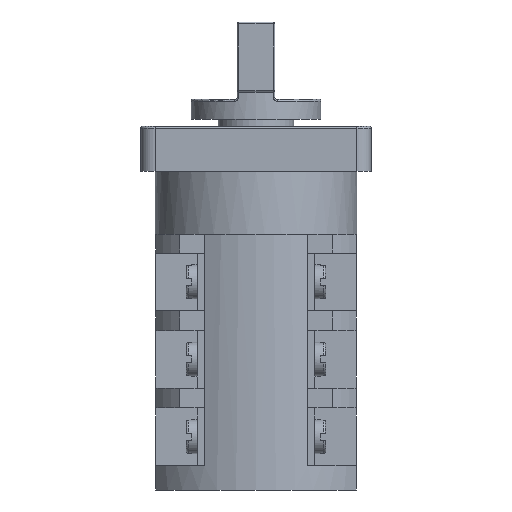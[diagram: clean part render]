
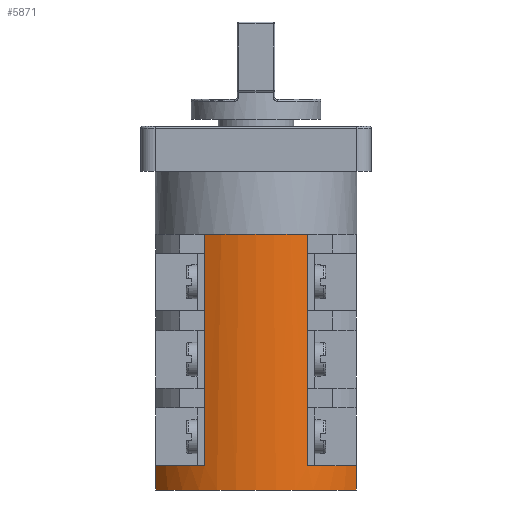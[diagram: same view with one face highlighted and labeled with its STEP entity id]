
A CAD part, front view. The second image highlights one B-rep face of the part: STEP entity #5871.
In plain terms, the highlighted cylindrical face has radius 33 mm (diameter 66 mm), a partial arc.
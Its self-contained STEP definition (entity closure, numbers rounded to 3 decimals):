
#488 = VERTEX_POINT ( 'NONE', #13423 ) ;
#843 = LINE ( 'NONE', #14368, #19245 ) ;
#1290 = CIRCLE ( 'NONE', #12905, 33. ) ;
#1638 = DIRECTION ( 'NONE',  ( 0., 0., -1. ) ) ;
#1797 = EDGE_CURVE ( 'NONE', #4055, #15003, #1909, .T. ) ;
#1885 = CARTESIAN_POINT ( 'NONE',  ( -27.85, -17.702, -101. ) ) ;
#1909 = LINE ( 'NONE', #16084, #7298 ) ;
#2582 = EDGE_CURVE ( 'NONE', #18887, #6267, #18879, .T. ) ;
#2704 = EDGE_CURVE ( 'NONE', #488, #3136, #11462, .T. ) ;
#3050 = DIRECTION ( 'NONE',  ( 0., 0., 1. ) ) ;
#3136 = VERTEX_POINT ( 'NONE', #1885 ) ;
#3378 = ORIENTED_EDGE ( 'NONE', *, *, #16743, .T. ) ;
#3415 = CARTESIAN_POINT ( 'NONE',  ( 14.35, -29.717, -94.2 ) ) ;
#3761 = ORIENTED_EDGE ( 'NONE', *, *, #16664, .F. ) ;
#3794 = VECTOR ( 'NONE', #4709, 1000. ) ;
#4022 = DIRECTION ( 'NONE',  ( 0., 0., 1. ) ) ;
#4055 = VERTEX_POINT ( 'NONE', #15344 ) ;
#4368 = ORIENTED_EDGE ( 'NONE', *, *, #8998, .T. ) ;
#4709 = DIRECTION ( 'NONE',  ( 0., 0., 1. ) ) ;
#5043 = AXIS2_PLACEMENT_3D ( 'NONE', #15910, #6935, #9983 ) ;
#5871 = ADVANCED_FACE ( 'NONE', ( #13460 ), #10912, .T. ) ;
#5941 = CARTESIAN_POINT ( 'NONE',  ( 0., 0., -30. ) ) ;
#6077 = VECTOR ( 'NONE', #12092, 1000. ) ;
#6267 = VERTEX_POINT ( 'NONE', #11776 ) ;
#6473 = CARTESIAN_POINT ( 'NONE',  ( 27.85, -17.702, -101. ) ) ;
#6935 = DIRECTION ( 'NONE',  ( 0., 0., -1. ) ) ;
#7298 = VECTOR ( 'NONE', #8485, 1000. ) ;
#7700 = AXIS2_PLACEMENT_3D ( 'NONE', #7755, #7824, #9457 ) ;
#7755 = CARTESIAN_POINT ( 'NONE',  ( 0., 0., -94.2 ) ) ;
#7824 = DIRECTION ( 'NONE',  ( 0., 0., 1. ) ) ;
#8485 = DIRECTION ( 'NONE',  ( 0., 0., -1. ) ) ;
#8998 = EDGE_CURVE ( 'NONE', #488, #18695, #16617, .T. ) ;
#9086 = CARTESIAN_POINT ( 'NONE',  ( 14.35, -29.717, -101. ) ) ;
#9426 = EDGE_LOOP ( 'NONE', ( #12619, #9479, #10748, #3761, #12627, #4368, #3378, #14303 ) ) ;
#9457 = DIRECTION ( 'NONE',  ( 0., -1., 0. ) ) ;
#9479 = ORIENTED_EDGE ( 'NONE', *, *, #1797, .T. ) ;
#9787 = CARTESIAN_POINT ( 'NONE',  ( -27.85, -17.702, -94.2 ) ) ;
#9983 = DIRECTION ( 'NONE',  ( -1., 0., 0. ) ) ;
#10423 = EDGE_CURVE ( 'NONE', #6267, #4055, #18522, .T. ) ;
#10472 = DIRECTION ( 'NONE',  ( 0., 0., -1. ) ) ;
#10748 = ORIENTED_EDGE ( 'NONE', *, *, #15069, .F. ) ;
#10912 = CYLINDRICAL_SURFACE ( 'NONE', #12119, 33. ) ;
#11462 = CIRCLE ( 'NONE', #5043, 33. ) ;
#11776 = CARTESIAN_POINT ( 'NONE',  ( 14.35, -29.717, -30. ) ) ;
#11978 = DIRECTION ( 'NONE',  ( 0., 1., 0. ) ) ;
#12092 = DIRECTION ( 'NONE',  ( 0., 0., 1. ) ) ;
#12119 = AXIS2_PLACEMENT_3D ( 'NONE', #18011, #3050, #13347 ) ;
#12619 = ORIENTED_EDGE ( 'NONE', *, *, #10423, .T. ) ;
#12627 = ORIENTED_EDGE ( 'NONE', *, *, #2704, .F. ) ;
#12905 = AXIS2_PLACEMENT_3D ( 'NONE', #13269, #10472, #11978 ) ;
#13269 = CARTESIAN_POINT ( 'NONE',  ( 0., 0., -94.2 ) ) ;
#13347 = DIRECTION ( 'NONE',  ( 1., 0., 0. ) ) ;
#13423 = CARTESIAN_POINT ( 'NONE',  ( 27.85, -17.702, -101. ) ) ;
#13460 = FACE_OUTER_BOUND ( 'NONE', #9426, .T. ) ;
#13667 = VERTEX_POINT ( 'NONE', #9787 ) ;
#14303 = ORIENTED_EDGE ( 'NONE', *, *, #2582, .T. ) ;
#14368 = CARTESIAN_POINT ( 'NONE',  ( -27.85, -17.702, -101. ) ) ;
#15003 = VERTEX_POINT ( 'NONE', #17968 ) ;
#15069 = EDGE_CURVE ( 'NONE', #13667, #15003, #19080, .T. ) ;
#15344 = CARTESIAN_POINT ( 'NONE',  ( -14.35, -29.717, -30. ) ) ;
#15910 = CARTESIAN_POINT ( 'NONE',  ( 0., 0., -101. ) ) ;
#16084 = CARTESIAN_POINT ( 'NONE',  ( -14.35, -29.717, -101. ) ) ;
#16617 = LINE ( 'NONE', #6473, #3794 ) ;
#16664 = EDGE_CURVE ( 'NONE', #3136, #13667, #843, .T. ) ;
#16743 = EDGE_CURVE ( 'NONE', #18695, #18887, #1290, .T. ) ;
#17968 = CARTESIAN_POINT ( 'NONE',  ( -14.35, -29.717, -94.2 ) ) ;
#17996 = CARTESIAN_POINT ( 'NONE',  ( 27.85, -17.702, -94.2 ) ) ;
#18011 = CARTESIAN_POINT ( 'NONE',  ( 0., 0., -101. ) ) ;
#18522 = CIRCLE ( 'NONE', #19236, 33. ) ;
#18695 = VERTEX_POINT ( 'NONE', #17996 ) ;
#18879 = LINE ( 'NONE', #9086, #6077 ) ;
#18887 = VERTEX_POINT ( 'NONE', #3415 ) ;
#19080 = CIRCLE ( 'NONE', #7700, 33. ) ;
#19236 = AXIS2_PLACEMENT_3D ( 'NONE', #5941, #1638, #19269 ) ;
#19245 = VECTOR ( 'NONE', #4022, 1000. ) ;
#19269 = DIRECTION ( 'NONE',  ( -1., 0., 0. ) ) ;
